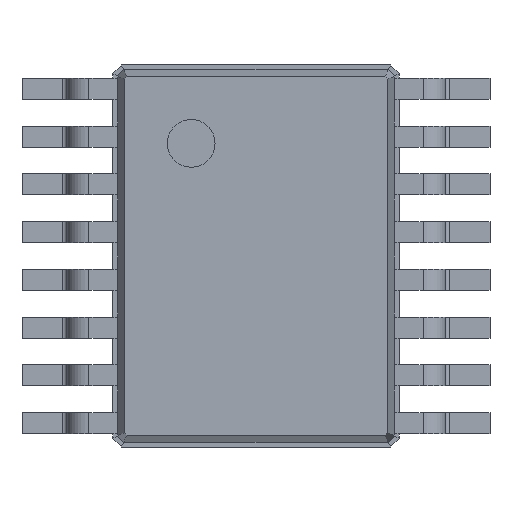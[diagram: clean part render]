
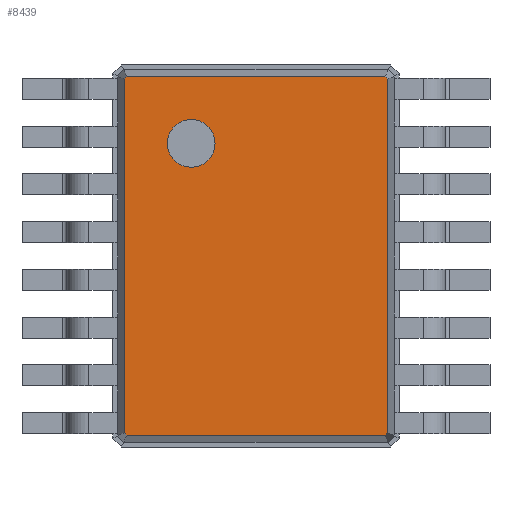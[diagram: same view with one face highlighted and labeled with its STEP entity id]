
A CAD part, top view. The second image highlights one B-rep face of the part: STEP entity #8439.
In plain terms, the highlighted planar face has unit normal (0, 0, 1).
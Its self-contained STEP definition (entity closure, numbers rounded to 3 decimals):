
#5749 = VERTEX_POINT('',#5750);
#5750 = CARTESIAN_POINT('',(1.349,1.879,0.95));
#5755 = EDGE_CURVE('',#5756,#5749,#5758,.T.);
#5756 = VERTEX_POINT('',#5757);
#5757 = CARTESIAN_POINT('',(-1.349,1.879,0.95));
#5758 = LINE('',#5759,#5760);
#5759 = CARTESIAN_POINT('',(-1.349,1.879,0.95));
#5760 = VECTOR('',#5761,1.);
#5761 = DIRECTION('',(1.,0.,0.));
#5778 = EDGE_CURVE('',#5779,#5756,#5781,.T.);
#5779 = VERTEX_POINT('',#5780);
#5780 = CARTESIAN_POINT('',(-1.379,1.849,0.95));
#5781 = LINE('',#5782,#5783);
#5782 = CARTESIAN_POINT('',(-1.379,1.849,0.95));
#5783 = VECTOR('',#5784,1.);
#5784 = DIRECTION('',(0.707,0.707,0.));
#5801 = VERTEX_POINT('',#5802);
#5802 = CARTESIAN_POINT('',(1.379,1.849,0.95));
#5807 = EDGE_CURVE('',#5749,#5801,#5808,.T.);
#5808 = LINE('',#5809,#5810);
#5809 = CARTESIAN_POINT('',(1.349,1.879,0.95));
#5810 = VECTOR('',#5811,1.);
#5811 = DIRECTION('',(0.707,-0.707,0.));
#5880 = EDGE_CURVE('',#5881,#5779,#5883,.T.);
#5881 = VERTEX_POINT('',#5882);
#5882 = CARTESIAN_POINT('',(-1.379,-1.849,0.95));
#5883 = LINE('',#5884,#5885);
#5884 = CARTESIAN_POINT('',(-1.379,-1.849,0.95));
#5885 = VECTOR('',#5886,1.);
#5886 = DIRECTION('',(0.,1.,0.));
#7159 = VERTEX_POINT('',#7160);
#7160 = CARTESIAN_POINT('',(1.379,-1.849,0.95));
#7165 = EDGE_CURVE('',#5801,#7159,#7166,.T.);
#7166 = LINE('',#7167,#7168);
#7167 = CARTESIAN_POINT('',(1.379,1.849,0.95));
#7168 = VECTOR('',#7169,1.);
#7169 = DIRECTION('',(0.,-1.,0.));
#8382 = EDGE_CURVE('',#8383,#5881,#8385,.T.);
#8383 = VERTEX_POINT('',#8384);
#8384 = CARTESIAN_POINT('',(-1.349,-1.879,0.95));
#8385 = LINE('',#8386,#8387);
#8386 = CARTESIAN_POINT('',(-1.349,-1.879,0.95));
#8387 = VECTOR('',#8388,1.);
#8388 = DIRECTION('',(-0.707,0.707,0.));
#8405 = VERTEX_POINT('',#8406);
#8406 = CARTESIAN_POINT('',(1.349,-1.879,0.95));
#8411 = EDGE_CURVE('',#7159,#8405,#8412,.T.);
#8412 = LINE('',#8413,#8414);
#8413 = CARTESIAN_POINT('',(1.379,-1.849,0.95));
#8414 = VECTOR('',#8415,1.);
#8415 = DIRECTION('',(-0.707,-0.707,0.));
#8428 = EDGE_CURVE('',#8405,#8383,#8429,.T.);
#8429 = LINE('',#8430,#8431);
#8430 = CARTESIAN_POINT('',(1.349,-1.879,0.95));
#8431 = VECTOR('',#8432,1.);
#8432 = DIRECTION('',(-1.,0.,0.));
#8439 = ADVANCED_FACE('',(#8440,#8450),#8461,.T.);
#8440 = FACE_BOUND('',#8441,.T.);
#8441 = EDGE_LOOP('',(#8442,#8443,#8444,#8445,#8446,#8447,#8448,#8449));
#8442 = ORIENTED_EDGE('',*,*,#5755,.F.);
#8443 = ORIENTED_EDGE('',*,*,#5778,.F.);
#8444 = ORIENTED_EDGE('',*,*,#5880,.F.);
#8445 = ORIENTED_EDGE('',*,*,#8382,.F.);
#8446 = ORIENTED_EDGE('',*,*,#8428,.F.);
#8447 = ORIENTED_EDGE('',*,*,#8411,.F.);
#8448 = ORIENTED_EDGE('',*,*,#7165,.F.);
#8449 = ORIENTED_EDGE('',*,*,#5807,.F.);
#8450 = FACE_BOUND('',#8451,.T.);
#8451 = EDGE_LOOP('',(#8452));
#8452 = ORIENTED_EDGE('',*,*,#8453,.F.);
#8453 = EDGE_CURVE('',#8454,#8454,#8456,.T.);
#8454 = VERTEX_POINT('',#8455);
#8455 = CARTESIAN_POINT('',(-0.679,0.929,0.95));
#8456 = CIRCLE('',#8457,0.25);
#8457 = AXIS2_PLACEMENT_3D('',#8458,#8459,#8460);
#8458 = CARTESIAN_POINT('',(-0.679,1.179,0.95));
#8459 = DIRECTION('',(0.,0.,1.));
#8460 = DIRECTION('',(0.,-1.,0.));
#8461 = PLANE('',#8462);
#8462 = AXIS2_PLACEMENT_3D('',#8463,#8464,#8465);
#8463 = CARTESIAN_POINT('',(-1.349,1.879,0.95));
#8464 = DIRECTION('',(0.,0.,1.));
#8465 = DIRECTION('',(0.583,-0.812,0.));
